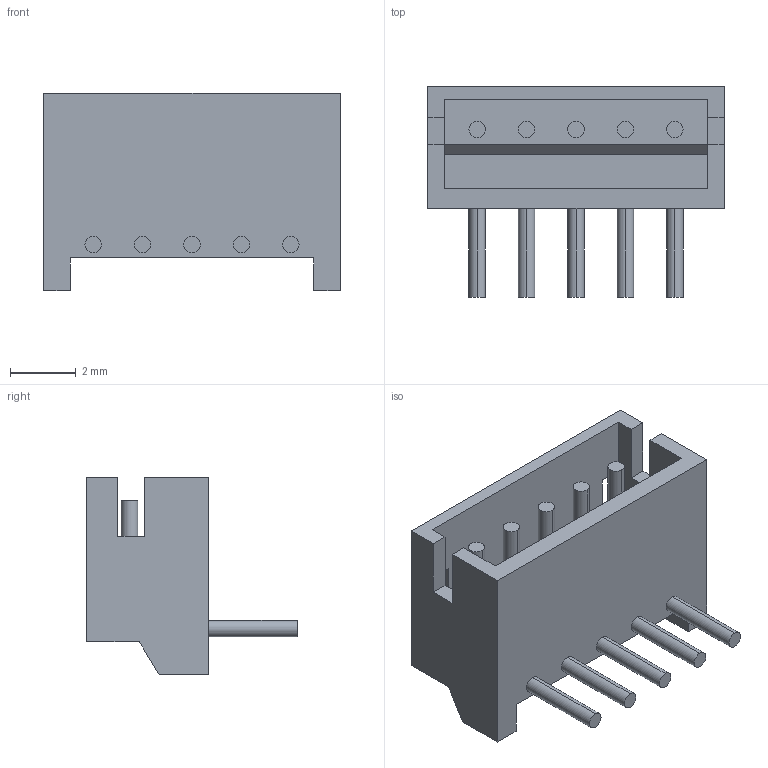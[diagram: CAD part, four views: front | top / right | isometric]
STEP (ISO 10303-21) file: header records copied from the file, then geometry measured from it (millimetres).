
FILE_DESCRIPTION (( 'STEP AP214' ), '1' );
FILE_NAME ('S5B-ZR.STEP', '2010-06-16T04:52:30', ( ' ' ), ( ' ' ), 'SwSTEP 2.0', 'SolidWorks 2005235', '' );
FILE_SCHEMA (( 'AUTOMOTIVE_DESIGN' ));
Length unit declared in the file: millimetre
Products named in the file (1): S5B-ZR
Bounding box: 9 x 6.4 x 6 mm (x, y, z)
Volume: 101.3 mm3; surface area: 313.1 mm2
Topology: 1 solids, 1 shells, 62 faces, 160 edges, 106 vertices
Faces by surface type: plane 42, cylinder 20
Entity records: 2601 total; most frequent: CARTESIAN_POINT 329, DIRECTION 326, ORIENTED_EDGE 320, EDGE_CURVE 160, VECTOR 120, LINE 120, VERTEX_POINT 106, AXIS2_PLACEMENT_3D 103
